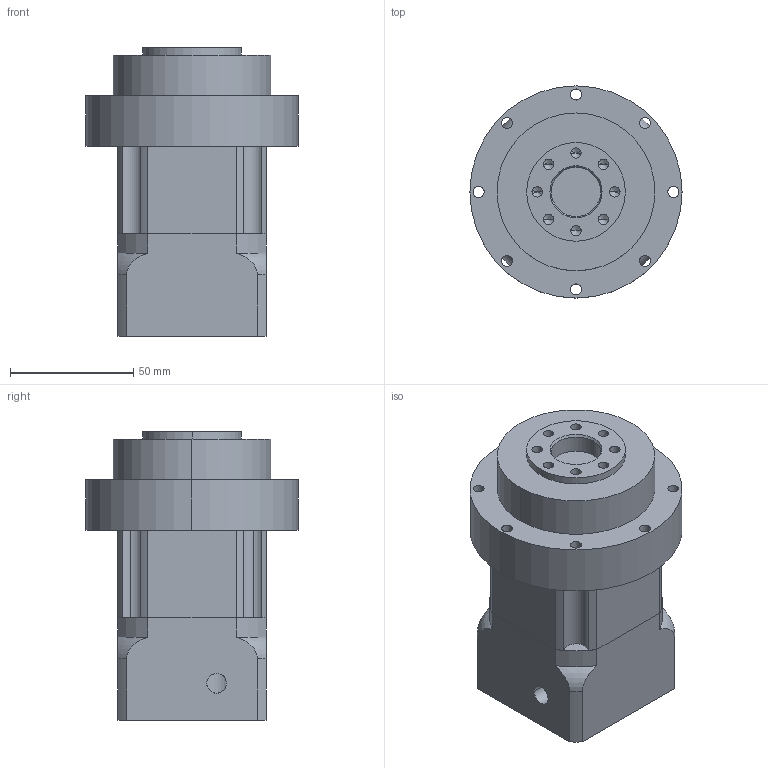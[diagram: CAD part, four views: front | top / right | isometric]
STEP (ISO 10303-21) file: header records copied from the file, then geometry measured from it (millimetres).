
FILE_DESCRIPTION (( 'STEP AP214' ), '1' );
FILE_NAME ('DF060-L1-XX-14-50-70-M5_2019.STEP', '2019-03-14T02:18:12', ( 'Y' ), ( 'NCU' ), 'SwSTEP 2.0', 'SolidWorks 2016', '' );
FILE_SCHEMA (( 'AUTOMOTIVE_DESIGN' ));
Length unit declared in the file: millimetre
Products named in the file (1): DF060-L1-XX-14-50-70-M5_2019
Bounding box: 86 x 86 x 117 mm (x, y, z)
Volume: 387366.4 mm3; surface area: 72491 mm2
Topology: 3 solids, 3 shells, 306 faces, 771 edges, 488 vertices
Faces by surface type: cylinder 139, plane 121, cone 42, torus 4
Entity records: 10792 total; most frequent: CARTESIAN_POINT 2030, DIRECTION 1653, ORIENTED_EDGE 1494, EDGE_CURVE 747, AXIS2_PLACEMENT_3D 615, VERTEX_POINT 488, VECTOR 423, LINE 423
